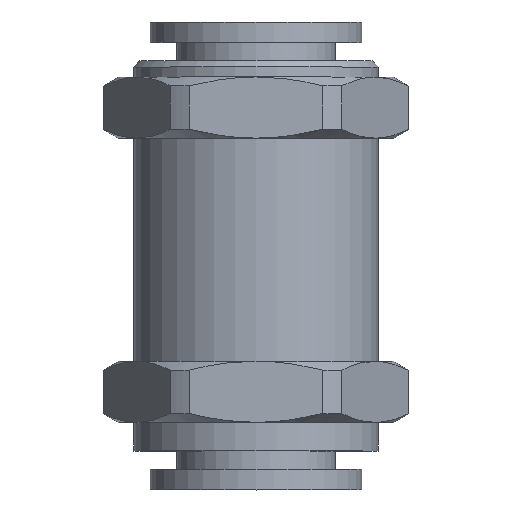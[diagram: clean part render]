
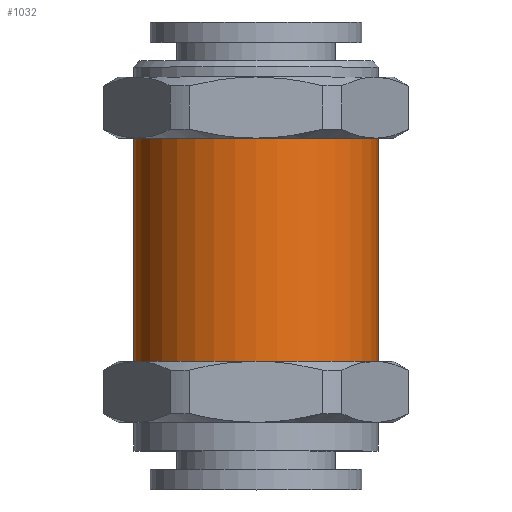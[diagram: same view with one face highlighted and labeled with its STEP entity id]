
A CAD part, top view. The second image highlights one B-rep face of the part: STEP entity #1032.
In plain terms, the highlighted cylindrical face has radius 12 mm (diameter 24 mm), a full revolution.
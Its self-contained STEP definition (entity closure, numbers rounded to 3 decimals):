
#210=CIRCLE('',#1100,12.);
#211=CIRCLE('',#1101,12.);
#212=CIRCLE('',#1102,12.);
#277=VERTEX_POINT('',#1514);
#278=VERTEX_POINT('',#1515);
#279=VERTEX_POINT('',#1518);
#368=VECTOR('',#1235,1.);
#401=LINE('',#1513,#368);
#434=EDGE_CURVE('',#277,#278,#401,.T.);
#435=EDGE_CURVE('',#278,#278,#210,.F.);
#436=EDGE_CURVE('',#279,#277,#211,.F.);
#437=EDGE_CURVE('',#277,#279,#212,.F.);
#582=ORIENTED_EDGE('',*,*,#434,.T.);
#583=ORIENTED_EDGE('',*,*,#435,.F.);
#584=ORIENTED_EDGE('',*,*,#434,.F.);
#585=ORIENTED_EDGE('',*,*,#436,.F.);
#586=ORIENTED_EDGE('',*,*,#437,.F.);
#878=EDGE_LOOP('',(#582,#583,#584,#585,#586));
#955=FACE_BOUND('',#878,.T.);
#1032=ADVANCED_FACE('',(#955),#1914,.T.);
#1099=AXIS2_PLACEMENT_3D('',#1512,#1233,#1234);
#1100=AXIS2_PLACEMENT_3D('',#1516,#1236,#1237);
#1101=AXIS2_PLACEMENT_3D('',#1517,#1238,#1239);
#1102=AXIS2_PLACEMENT_3D('',#1519,#1240,#1241);
#1233=DIRECTION('',(0.,1.,0.));
#1234=DIRECTION('',(0.,0.,-12.));
#1235=DIRECTION('',(0.,-1.,0.));
#1236=DIRECTION('',(0.,1.,0.));
#1237=DIRECTION('',(0.,0.,-12.));
#1238=DIRECTION('',(0.,-1.,0.));
#1239=DIRECTION('',(0.,0.,-12.));
#1240=DIRECTION('',(0.,-1.,0.));
#1241=DIRECTION('',(0.,0.,-12.));
#1512=CARTESIAN_POINT('',(0.,0.,0.));
#1513=CARTESIAN_POINT('',(0.,47.1,-12.));
#1514=CARTESIAN_POINT('',(0.,34.5,-12.));
#1515=CARTESIAN_POINT('',(0.,12.6,-12.));
#1516=CARTESIAN_POINT('',(0.,12.6,0.));
#1517=CARTESIAN_POINT('',(0.,34.5,0.));
#1518=CARTESIAN_POINT('',(0.,34.5,12.));
#1519=CARTESIAN_POINT('',(0.,34.5,0.));
#1914=CYLINDRICAL_SURFACE('',#1099,12.);
